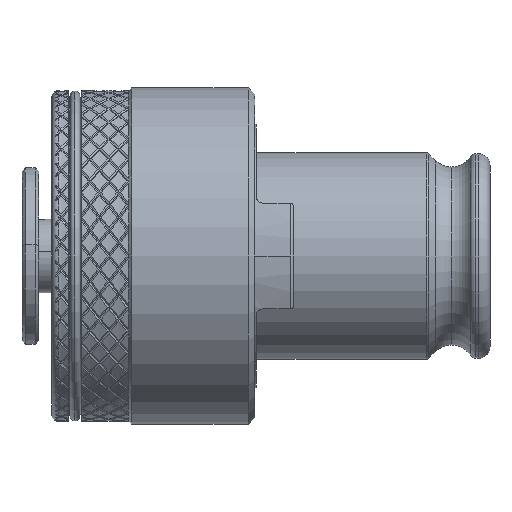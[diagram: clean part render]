
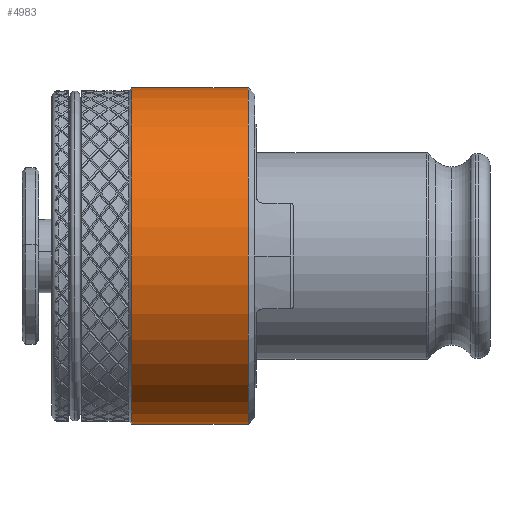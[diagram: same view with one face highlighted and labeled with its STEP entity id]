
A CAD part, front view. The second image highlights one B-rep face of the part: STEP entity #4983.
In plain terms, the highlighted cylindrical face has radius 25.25 mm (diameter 50.5 mm), a partial arc.
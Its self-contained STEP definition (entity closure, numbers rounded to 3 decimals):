
#271 = ORIENTED_EDGE ( 'NONE', *, *, #26304, .F. ) ;
#3196 = CARTESIAN_POINT ( 'NONE',  ( -9.397, 0., 0. ) ) ;
#4911 = FACE_OUTER_BOUND ( 'NONE', #45215, .T. ) ;
#4983 = ADVANCED_FACE ( 'NONE', ( #4911 ), #58103, .T. ) ;
#7686 = VECTOR ( 'NONE', #16804, 1000. ) ;
#8374 = DIRECTION ( 'NONE',  ( 0., 0., -1. ) ) ;
#8394 = VERTEX_POINT ( 'NONE', #59467 ) ;
#8433 = ORIENTED_EDGE ( 'NONE', *, *, #64715, .T. ) ;
#11335 = AXIS2_PLACEMENT_3D ( 'NONE', #53177, #56572, #54930 ) ;
#12026 = CIRCLE ( 'NONE', #16553, 25.25 ) ;
#13430 = CARTESIAN_POINT ( 'NONE',  ( -9.397, 0., -25.25 ) ) ;
#14207 = CARTESIAN_POINT ( 'NONE',  ( 8.103, 0., 25.25 ) ) ;
#16553 = AXIS2_PLACEMENT_3D ( 'NONE', #59603, #28820, #64847 ) ;
#16804 = DIRECTION ( 'NONE',  ( -1., 0., 0. ) ) ;
#18766 = VERTEX_POINT ( 'NONE', #14207 ) ;
#23218 = LINE ( 'NONE', #24788, #62716 ) ;
#24788 = CARTESIAN_POINT ( 'NONE',  ( 9.103, 0., -25.25 ) ) ;
#26304 = EDGE_CURVE ( 'NONE', #63094, #8394, #58160, .T. ) ;
#28820 = DIRECTION ( 'NONE',  ( -1., 0., 0. ) ) ;
#35135 = LINE ( 'NONE', #52849, #7686 ) ;
#35183 = DIRECTION ( 'NONE',  ( -1., 0., 0. ) ) ;
#39051 = CARTESIAN_POINT ( 'NONE',  ( 8.103, 0., -25.25 ) ) ;
#39280 = DIRECTION ( 'NONE',  ( -1., 0., 0. ) ) ;
#43172 = VERTEX_POINT ( 'NONE', #39051 ) ;
#45215 = EDGE_LOOP ( 'NONE', ( #53616, #8433, #271, #61487 ) ) ;
#50025 = EDGE_CURVE ( 'NONE', #43172, #18766, #12026, .T. ) ;
#52849 = CARTESIAN_POINT ( 'NONE',  ( 9.103, 0., 25.25 ) ) ;
#53177 = CARTESIAN_POINT ( 'NONE',  ( 9.103, 0., 0. ) ) ;
#53616 = ORIENTED_EDGE ( 'NONE', *, *, #50025, .T. ) ;
#53978 = AXIS2_PLACEMENT_3D ( 'NONE', #3196, #39280, #8374 ) ;
#54930 = DIRECTION ( 'NONE',  ( 0., 0., -1. ) ) ;
#56572 = DIRECTION ( 'NONE',  ( -1., 0., 0. ) ) ;
#58103 = CYLINDRICAL_SURFACE ( 'NONE', #11335, 25.25 ) ;
#58160 = CIRCLE ( 'NONE', #53978, 25.25 ) ;
#59467 = CARTESIAN_POINT ( 'NONE',  ( -9.397, 0., 25.25 ) ) ;
#59603 = CARTESIAN_POINT ( 'NONE',  ( 8.103, 0., 0. ) ) ;
#61225 = EDGE_CURVE ( 'NONE', #43172, #63094, #23218, .T. ) ;
#61487 = ORIENTED_EDGE ( 'NONE', *, *, #61225, .F. ) ;
#62716 = VECTOR ( 'NONE', #35183, 1000. ) ;
#63094 = VERTEX_POINT ( 'NONE', #13430 ) ;
#64715 = EDGE_CURVE ( 'NONE', #18766, #8394, #35135, .T. ) ;
#64847 = DIRECTION ( 'NONE',  ( 0., 0., -1. ) ) ;
